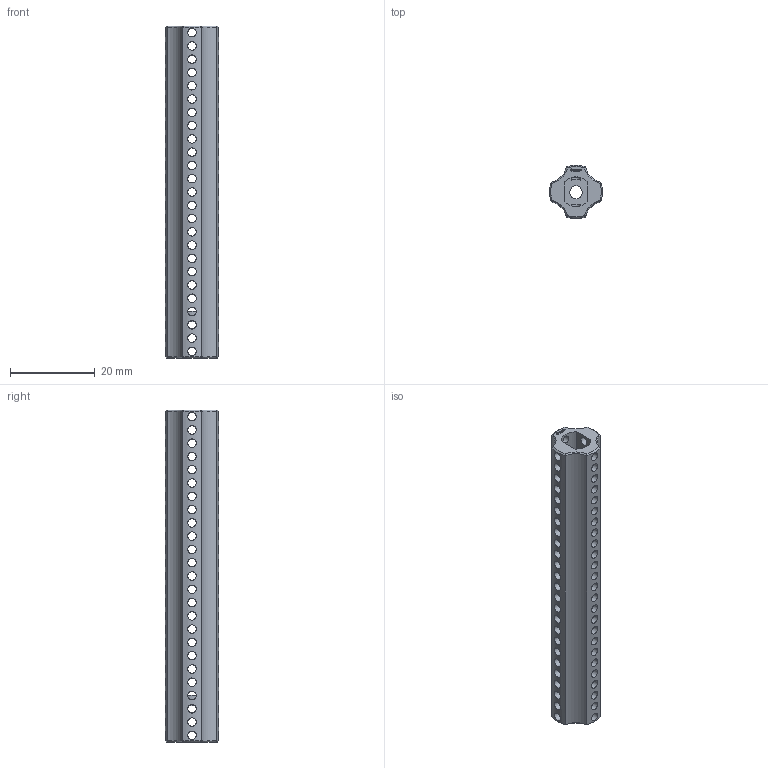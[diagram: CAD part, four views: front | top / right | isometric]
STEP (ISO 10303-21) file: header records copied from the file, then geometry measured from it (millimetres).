
FILE_DESCRIPTION(('FreeCAD Model'),'2;1');
FILE_NAME('Open CASCADE Shape Model','2024-06-16T01:00:42',(''),(''), 'Open CASCADE STEP processor 7.6','FreeCAD','Unknown');
FILE_SCHEMA(('AUTOMOTIVE_DESIGN { 1 0 10303 214 1 1 1 1 }'));
Length unit declared in the file: millimetre
Products named in the file (1): Power-Transmission Hub PLN IDX FXD TTMotor BU06.25 - SPN-PTH-0224 
(stemfie.org)
Bounding box: 12.5 x 12.5 x 78.12 mm (x, y, z)
Volume: 4800.2 mm3; surface area: 6285.3 mm2
Topology: 1 solids, 1 shells, 593 faces, 1745 edges, 1174 vertices
Faces by surface type: plane 328, extrusion 122, cylinder 121, cone 22
Full cylindrical faces by diameter (mm): 2 x100, 3 x1
Entity records: 28646 total; most frequent: CARTESIAN_POINT 13201, ORIENTED_EDGE 3490, DIRECTION 2469, EDGE_CURVE 1745, VECTOR 1247, VERTEX_POINT 1174, LINE 1125, FACE_BOUND 815
